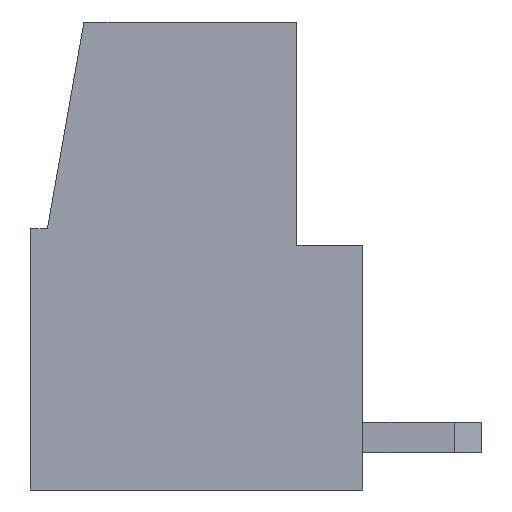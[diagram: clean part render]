
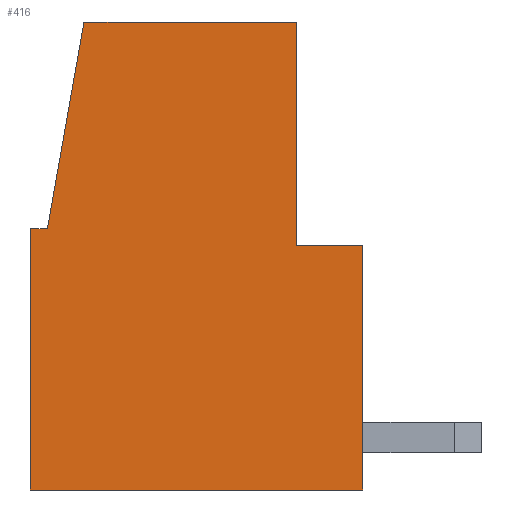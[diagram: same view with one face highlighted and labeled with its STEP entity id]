
A CAD part, left-side view. The second image highlights one B-rep face of the part: STEP entity #416.
In plain terms, the highlighted planar face has unit normal (-1, 0, 0).
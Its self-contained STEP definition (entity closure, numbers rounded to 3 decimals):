
#416 = ADVANCED_FACE( 'F0', ( #957 ), #958, .T. );
#957 = FACE_OUTER_BOUND( '', #1643, .T. );
#958 = PLANE( '', #1644 );
#1643 = EDGE_LOOP( '', ( #2650, #2651, #2652, #2653, #2654, #2655, #2656, #2657 ) );
#1644 = AXIS2_PLACEMENT_3D( '', #2658, #2659, #2660 );
#2650 = ORIENTED_EDGE( '', *, *, #4469, .T. );
#2651 = ORIENTED_EDGE( '', *, *, #4470, .T. );
#2652 = ORIENTED_EDGE( '', *, *, #4471, .T. );
#2653 = ORIENTED_EDGE( '', *, *, #4472, .T. );
#2654 = ORIENTED_EDGE( '', *, *, #4473, .T. );
#2655 = ORIENTED_EDGE( '', *, *, #4474, .T. );
#2656 = ORIENTED_EDGE( '', *, *, #4475, .T. );
#2657 = ORIENTED_EDGE( '', *, *, #4476, .T. );
#2658 = CARTESIAN_POINT( '', ( -2.5, 0., 0. ) );
#2659 = DIRECTION( '', ( -1., 0., 0. ) );
#2660 = DIRECTION( '', ( 0., 1., 0. ) );
#4469 = EDGE_CURVE( '', #5467, #5468, #5469, .T. );
#4470 = EDGE_CURVE( '', #5468, #5470, #5471, .T. );
#4471 = EDGE_CURVE( '', #5470, #5472, #5473, .T. );
#4472 = EDGE_CURVE( '', #5472, #5474, #5475, .T. );
#4473 = EDGE_CURVE( '', #5474, #5476, #5477, .T. );
#4474 = EDGE_CURVE( '', #5476, #5478, #5479, .T. );
#4475 = EDGE_CURVE( '', #5478, #5480, #5481, .T. );
#4476 = EDGE_CURVE( '', #5480, #5467, #5482, .T. );
#5467 = VERTEX_POINT( '', #6869 );
#5468 = VERTEX_POINT( '', #6870 );
#5469 = LINE( '', #6871, #6872 );
#5470 = VERTEX_POINT( '', #6873 );
#5471 = LINE( '', #6874, #6875 );
#5472 = VERTEX_POINT( '', #6876 );
#5473 = LINE( '', #6877, #6878 );
#5474 = VERTEX_POINT( '', #6879 );
#5475 = LINE( '', #6880, #6881 );
#5476 = VERTEX_POINT( '', #6882 );
#5477 = LINE( '', #6883, #6884 );
#5478 = VERTEX_POINT( '', #6885 );
#5479 = LINE( '', #6886, #6887 );
#5480 = VERTEX_POINT( '', #6888 );
#5481 = LINE( '', #6889, #6890 );
#5482 = LINE( '', #6891, #6892 );
#6869 = CARTESIAN_POINT( '', ( -2.5, -1.576, 13.8 ) );
#6870 = CARTESIAN_POINT( '', ( -2.5, -0.5, 7.7 ) );
#6871 = CARTESIAN_POINT( '', ( -2.5, 1.396, -3.05 ) );
#6872 = VECTOR( '', #8128, 1000. );
#6873 = CARTESIAN_POINT( '', ( -2.5, 0., 7.7 ) );
#6874 = CARTESIAN_POINT( '', ( -2.5, -21.3, 7.7 ) );
#6875 = VECTOR( '', #8129, 1000. );
#6876 = CARTESIAN_POINT( '', ( -2.5, 0., 0. ) );
#6877 = CARTESIAN_POINT( '', ( -2.5, 0., -3.05 ) );
#6878 = VECTOR( '', #8130, 1000. );
#6879 = CARTESIAN_POINT( '', ( -2.5, -9.8, 0. ) );
#6880 = CARTESIAN_POINT( '', ( -2.5, 0., 0. ) );
#6881 = VECTOR( '', #8131, 1000. );
#6882 = CARTESIAN_POINT( '', ( -2.5, -9.8, 7.2 ) );
#6883 = CARTESIAN_POINT( '', ( -2.5, -9.8, -3.05 ) );
#6884 = VECTOR( '', #8132, 1000. );
#6885 = CARTESIAN_POINT( '', ( -2.5, -7.85, 7.2 ) );
#6886 = CARTESIAN_POINT( '', ( -2.5, -21.3, 7.2 ) );
#6887 = VECTOR( '', #8133, 1000. );
#6888 = CARTESIAN_POINT( '', ( -2.5, -7.85, 13.8 ) );
#6889 = CARTESIAN_POINT( '', ( -2.5, -7.85, -3.05 ) );
#6890 = VECTOR( '', #8134, 1000. );
#6891 = CARTESIAN_POINT( '', ( -2.5, 0., 13.8 ) );
#6892 = VECTOR( '', #8135, 1000. );
#8128 = DIRECTION( '', ( 0., 0.174, -0.985 ) );
#8129 = DIRECTION( '', ( 0., 1., 0. ) );
#8130 = DIRECTION( '', ( 0., 0., -1. ) );
#8131 = DIRECTION( '', ( 0., -1., 0. ) );
#8132 = DIRECTION( '', ( 0., 0., 1. ) );
#8133 = DIRECTION( '', ( 0., 1., 0. ) );
#8134 = DIRECTION( '', ( 0., 0., 1. ) );
#8135 = DIRECTION( '', ( 0., 1., 0. ) );
